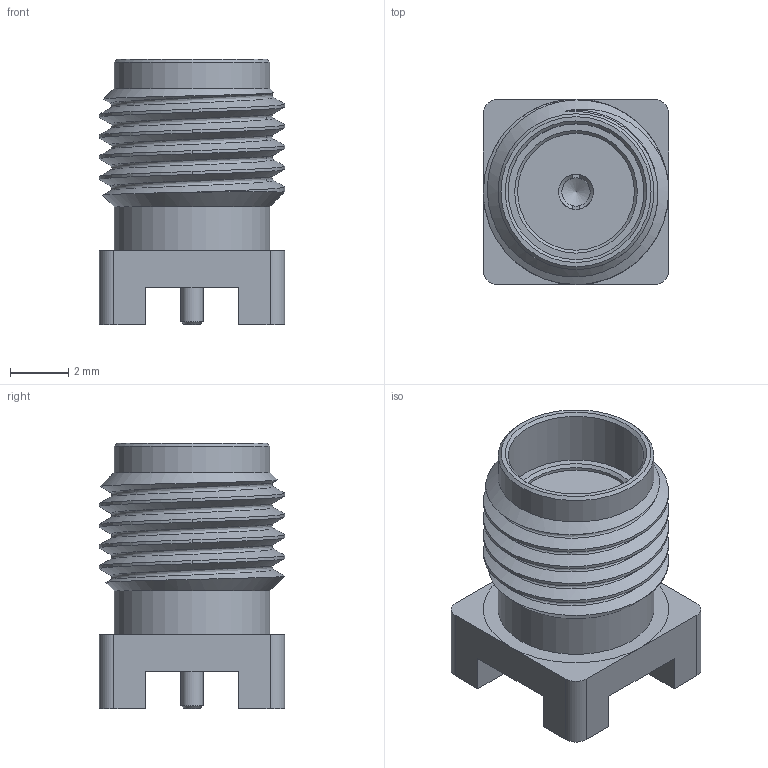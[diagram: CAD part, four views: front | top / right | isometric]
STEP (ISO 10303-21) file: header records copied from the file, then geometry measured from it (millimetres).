
FILE_DESCRIPTION(('FreeCAD Model'),'2;1');
FILE_NAME('SMA_Amphenol_132134_10_Vertical_cp.step', '2020-08-07T13:36:46',('kicad StepUp'),('ksu MCAD'), 'Open CASCADE STEP processor 7.3','FreeCAD','Unknown');
FILE_SCHEMA(('AUTOMOTIVE_DESIGN { 1 0 10303 214 1 1 1 1 }'));
Length unit declared in the file: millimetre
Products named in the file (1): SMA_Amphenol_132134_10_Vertical_cp
Bounding box: 6.35 x 6.35 x 9.09 mm (x, y, z)
Volume: 185.7 mm3; surface area: 553.5 mm2
Topology: 3 solids, 3 shells, 104 faces, 251 edges, 154 vertices
Faces by surface type: plane 42, cylinder 32, bspline 20, cone 10
Full cylindrical faces by diameter (mm): 0.76 x1, 0.97 x1, 1.2 x2, 4 x1, 4.65 x3, 5.34 x2
Entity records: 6978 total; most frequent: CARTESIAN_POINT 4012, ORIENTED_EDGE 500, DIRECTION 400, EDGE_CURVE 250, VERTEX_POINT 154, AXIS2_PLACEMENT_3D 144, LINE 112, VECTOR 112
